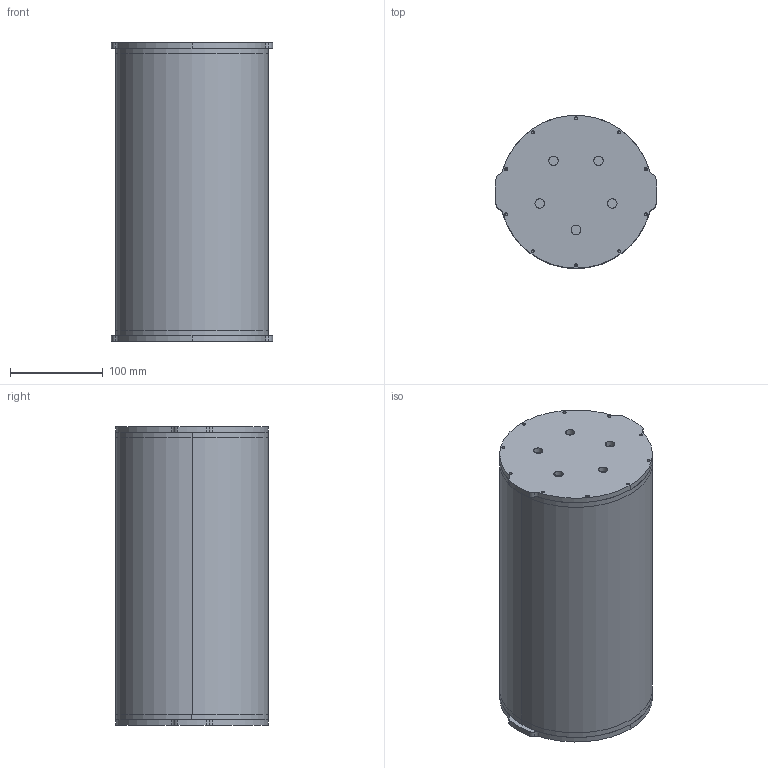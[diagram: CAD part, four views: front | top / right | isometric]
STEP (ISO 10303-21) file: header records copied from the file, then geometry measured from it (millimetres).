
FILE_DESCRIPTION (( 'STEP AP203' ), '1' );
FILE_NAME ('ASSEM-WTE6-R1.STEP', '2017-01-11T22:54:00', ( '' ), ( '' ), 'SwSTEP 2.0', 'SolidWorks 2014', '' );
FILE_SCHEMA (( 'CONFIG_CONTROL_DESIGN' ));
Length unit declared in the file: inch
Products named in the file (1): ASSEM-WTE6-R1
Bounding box: 174.8 x 165.1 x 322.45 mm (x, y, z)
Volume: 1544012 mm3; surface area: 488716.7 mm2
Topology: 5 solids, 5 shells, 326 faces, 776 edges, 464 vertices
Faces by surface type: cylinder 164, cone 128, plane 22, torus 12
Entity records: 9651 total; most frequent: DIRECTION 1882, CARTESIAN_POINT 1551, ORIENTED_EDGE 1520, AXIS2_PLACEMENT_3D 795, EDGE_CURVE 760, CIRCLE 468, VERTEX_POINT 464, EDGE_LOOP 442
